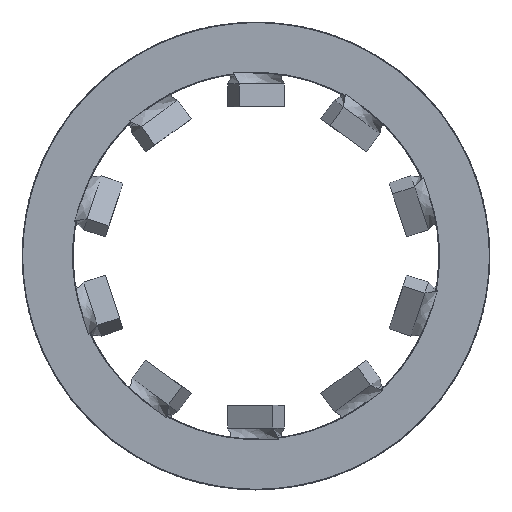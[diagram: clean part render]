
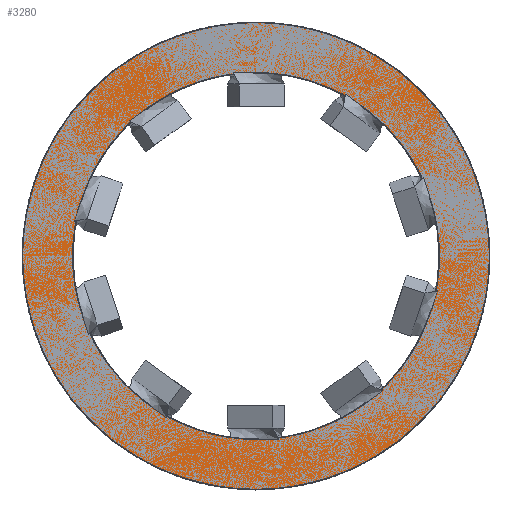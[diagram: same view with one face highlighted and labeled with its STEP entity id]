
A CAD part, top view. The second image highlights one B-rep face of the part: STEP entity #3280.
In plain terms, the highlighted planar face has unit normal (0, 0, 1).
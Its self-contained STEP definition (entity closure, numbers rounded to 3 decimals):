
#55 = EDGE_CURVE ( 'NONE', #4963, #4136, #481, .T. ) ;
#58 = EDGE_CURVE ( 'NONE', #6465, #4775, #6529, .T. ) ;
#169 = DIRECTION ( 'NONE',  ( 0., 0., 1. ) ) ;
#280 = CARTESIAN_POINT ( 'NONE',  ( -4., 0., 0.25 ) ) ;
#321 = CARTESIAN_POINT ( 'NONE',  ( -0.06, 4., 0.25 ) ) ;
#481 = CIRCLE ( 'NONE', #6560, 4. ) ;
#517 = EDGE_CURVE ( 'NONE', #3679, #5907, #6891, .T. ) ;
#522 = CARTESIAN_POINT ( 'NONE',  ( -0.479, 3.947, 0.25 ) ) ;
#590 = CARTESIAN_POINT ( 'NONE',  ( -0.487, 3.977, 0.25 ) ) ;
#593 = ORIENTED_EDGE ( 'NONE', *, *, #2775, .F. ) ;
#800 = EDGE_CURVE ( 'NONE', #6465, #1503, #1766, .T. ) ;
#840 = DIRECTION ( 'NONE',  ( 0., 0., 1. ) ) ;
#845 = EDGE_CURVE ( 'NONE', #5907, #3679, #5079, .T. ) ;
#911 = ORIENTED_EDGE ( 'NONE', *, *, #5839, .T. ) ;
#952 = CARTESIAN_POINT ( 'NONE',  ( -0.06, 4., 0.25 ) ) ;
#1056 = DIRECTION ( 'NONE',  ( 1., 0., 0. ) ) ;
#1097 = CARTESIAN_POINT ( 'NONE',  ( -0.47, 3.93, 0.25 ) ) ;
#1194 = AXIS2_PLACEMENT_3D ( 'NONE', #4545, #3938, #1056 ) ;
#1207 = AXIS2_PLACEMENT_3D ( 'NONE', #3743, #4286, #1422 ) ;
#1220 = ORIENTED_EDGE ( 'NONE', *, *, #1911, .F. ) ;
#1258 = CIRCLE ( 'NONE', #1207, 4. ) ;
#1422 = DIRECTION ( 'NONE',  ( 1., 0., 0. ) ) ;
#1429 = DIRECTION ( 'NONE',  ( 1., 0., 0. ) ) ;
#1463 = CARTESIAN_POINT ( 'NONE',  ( -0.47, 3.929, 0.25 ) ) ;
#1503 = VERTEX_POINT ( 'NONE', #1463 ) ;
#1583 = CARTESIAN_POINT ( 'NONE',  ( -0.5, 4., 0.25 ) ) ;
#1619 = CARTESIAN_POINT ( 'NONE',  ( -0.508, 3.965, 0.25 ) ) ;
#1639 = VERTEX_POINT ( 'NONE', #4078 ) ;
#1754 = CARTESIAN_POINT ( 'NONE',  ( 5.1, 0., 0.25 ) ) ;
#1766 = B_SPLINE_CURVE_WITH_KNOTS ( 'NONE', 3,
 ( #4627, #590, #7024, #4074 ),
 .UNSPECIFIED., .F., .F.,
 ( 4, 4 ),
 ( 0., 0. ),
 .UNSPECIFIED. ) ;
#1911 = EDGE_CURVE ( 'NONE', #1639, #4775, #5248, .T. ) ;
#1939 = CARTESIAN_POINT ( 'NONE',  ( 0., 0., 0.25 ) ) ;
#1986 = ORIENTED_EDGE ( 'NONE', *, *, #517, .T. ) ;
#2017 = AXIS2_PLACEMENT_3D ( 'NONE', #2522, #840, #1429 ) ;
#2231 = CARTESIAN_POINT ( 'NONE',  ( -0.471, 3.932, 0.25 ) ) ;
#2351 = VERTEX_POINT ( 'NONE', #5775 ) ;
#2522 = CARTESIAN_POINT ( 'NONE',  ( 0., 0., 0.25 ) ) ;
#2559 = ORIENTED_EDGE ( 'NONE', *, *, #3302, .F. ) ;
#2605 = CARTESIAN_POINT ( 'NONE',  ( 0., 0., 0.25 ) ) ;
#2775 = EDGE_CURVE ( 'NONE', #2351, #1639, #4027, .T. ) ;
#2808 = CARTESIAN_POINT ( 'NONE',  ( -0.47, 3.929, 0.25 ) ) ;
#2888 = CARTESIAN_POINT ( 'NONE',  ( -0.519, 3.966, 0.25 ) ) ;
#3091 = FACE_OUTER_BOUND ( 'NONE', #5234, .T. ) ;
#3182 = ORIENTED_EDGE ( 'NONE', *, *, #800, .F. ) ;
#3239 = DIRECTION ( 'NONE',  ( 1., 0., 0. ) ) ;
#3262 = DIRECTION ( 'NONE',  ( 0., 0., 1. ) ) ;
#3280 = ADVANCED_FACE ( 'NONE', ( #5826, #3091 ), #7075, .T. ) ;
#3302 = EDGE_CURVE ( 'NONE', #4136, #2351, #4100, .T. ) ;
#3336 = CARTESIAN_POINT ( 'NONE',  ( -0.497, 3.961, 0.25 ) ) ;
#3365 = CARTESIAN_POINT ( 'NONE',  ( -0.492, 3.959, 0.25 ) ) ;
#3679 = VERTEX_POINT ( 'NONE', #6761 ) ;
#3682 = DIRECTION ( 'NONE',  ( 0., 0., 1. ) ) ;
#3685 = ORIENTED_EDGE ( 'NONE', *, *, #58, .T. ) ;
#3743 = CARTESIAN_POINT ( 'NONE',  ( 0., 0., 0.25 ) ) ;
#3924 = CARTESIAN_POINT ( 'NONE',  ( -0.473, 3.938, 0.25 ) ) ;
#3938 = DIRECTION ( 'NONE',  ( 0., 0., 1. ) ) ;
#3952 = CARTESIAN_POINT ( 'NONE',  ( -0.476, 3.943, 0.25 ) ) ;
#3979 = CARTESIAN_POINT ( 'NONE',  ( -0.483, 3.952, 0.25 ) ) ;
#3981 = CARTESIAN_POINT ( 'NONE',  ( -0.525, 3.965, 0.25 ) ) ;
#4027 = CIRCLE ( 'NONE', #1194, 4. ) ;
#4054 = AXIS2_PLACEMENT_3D ( 'NONE', #5970, #169, #5945 ) ;
#4074 = CARTESIAN_POINT ( 'NONE',  ( -0.47, 3.929, 0.25 ) ) ;
#4078 = CARTESIAN_POINT ( 'NONE',  ( -0.06, 4., 0.25 ) ) ;
#4100 = CIRCLE ( 'NONE', #5074, 4. ) ;
#4136 = VERTEX_POINT ( 'NONE', #6208 ) ;
#4179 = VECTOR ( 'NONE', #6150, 1000. ) ;
#4197 = DIRECTION ( 'NONE',  ( 1., 0., 0. ) ) ;
#4286 = DIRECTION ( 'NONE',  ( 0., 0., 1. ) ) ;
#4312 = ORIENTED_EDGE ( 'NONE', *, *, #5741, .F. ) ;
#4320 = EDGE_LOOP ( 'NONE', ( #593, #2559, #5505, #4312, #911, #3182, #3685, #1220 ) ) ;
#4403 = B_SPLINE_CURVE_WITH_KNOTS ( 'NONE', 3,
 ( #5726, #2888, #5125, #1619, #6840, #3336, #3365, #7421, #3979, #522, #3952, #3924, #5700, #2231, #1097, #2808 ),
 .UNSPECIFIED., .F., .F.,
 ( 4, 3, 3, 3, 3, 4 ),
 ( 0., 0., 0., 0., 0., 0. ),
 .UNSPECIFIED. ) ;
#4545 = CARTESIAN_POINT ( 'NONE',  ( 0., 0., 0.25 ) ) ;
#4627 = CARTESIAN_POINT ( 'NONE',  ( -0.5, 4., 0.25 ) ) ;
#4775 = VERTEX_POINT ( 'NONE', #6448 ) ;
#4963 = VERTEX_POINT ( 'NONE', #280 ) ;
#5074 = AXIS2_PLACEMENT_3D ( 'NONE', #7182, #7151, #4197 ) ;
#5079 = CIRCLE ( 'NONE', #6125, 5.1 ) ;
#5118 = VERTEX_POINT ( 'NONE', #3981 ) ;
#5125 = CARTESIAN_POINT ( 'NONE',  ( -0.514, 3.966, 0.25 ) ) ;
#5234 = EDGE_LOOP ( 'NONE', ( #1986, #6295 ) ) ;
#5248 = B_SPLINE_CURVE_WITH_KNOTS ( 'NONE', 1,
 ( #321, #952 ),
 .UNSPECIFIED., .F., .F.,
 ( 2, 2 ),
 ( 0., 0. ),
 .UNSPECIFIED. ) ;
#5505 = ORIENTED_EDGE ( 'NONE', *, *, #55, .F. ) ;
#5700 = CARTESIAN_POINT ( 'NONE',  ( -0.471, 3.933, 0.25 ) ) ;
#5726 = CARTESIAN_POINT ( 'NONE',  ( -0.525, 3.965, 0.25 ) ) ;
#5741 = EDGE_CURVE ( 'NONE', #5118, #4963, #1258, .T. ) ;
#5775 = CARTESIAN_POINT ( 'NONE',  ( 0., 4., 0.25 ) ) ;
#5826 = FACE_BOUND ( 'NONE', #4320, .T. ) ;
#5839 = EDGE_CURVE ( 'NONE', #5118, #1503, #4403, .T. ) ;
#5907 = VERTEX_POINT ( 'NONE', #1754 ) ;
#5945 = DIRECTION ( 'NONE',  ( 1., 0., 0. ) ) ;
#5966 = DIRECTION ( 'NONE',  ( 1., 0., 0. ) ) ;
#5970 = CARTESIAN_POINT ( 'NONE',  ( 0., 0., 0.25 ) ) ;
#6125 = AXIS2_PLACEMENT_3D ( 'NONE', #1939, #3682, #5966 ) ;
#6126 = CARTESIAN_POINT ( 'NONE',  ( -0.5, 4., 0.25 ) ) ;
#6150 = DIRECTION ( 'NONE',  ( 1., 0., 0. ) ) ;
#6208 = CARTESIAN_POINT ( 'NONE',  ( 4., 0., 0.25 ) ) ;
#6295 = ORIENTED_EDGE ( 'NONE', *, *, #845, .T. ) ;
#6448 = CARTESIAN_POINT ( 'NONE',  ( -0.06, 4., 0.25 ) ) ;
#6465 = VERTEX_POINT ( 'NONE', #1583 ) ;
#6529 = LINE ( 'NONE', #6126, #4179 ) ;
#6560 = AXIS2_PLACEMENT_3D ( 'NONE', #2605, #3262, #3239 ) ;
#6761 = CARTESIAN_POINT ( 'NONE',  ( -5.1, 0., 0.25 ) ) ;
#6840 = CARTESIAN_POINT ( 'NONE',  ( -0.502, 3.964, 0.25 ) ) ;
#6891 = CIRCLE ( 'NONE', #2017, 5.1 ) ;
#7024 = CARTESIAN_POINT ( 'NONE',  ( -0.477, 3.954, 0.25 ) ) ;
#7075 = PLANE ( 'NONE',  #4054 ) ;
#7151 = DIRECTION ( 'NONE',  ( 0., 0., 1. ) ) ;
#7182 = CARTESIAN_POINT ( 'NONE',  ( 0., 0., 0.25 ) ) ;
#7421 = CARTESIAN_POINT ( 'NONE',  ( -0.487, 3.956, 0.25 ) ) ;
